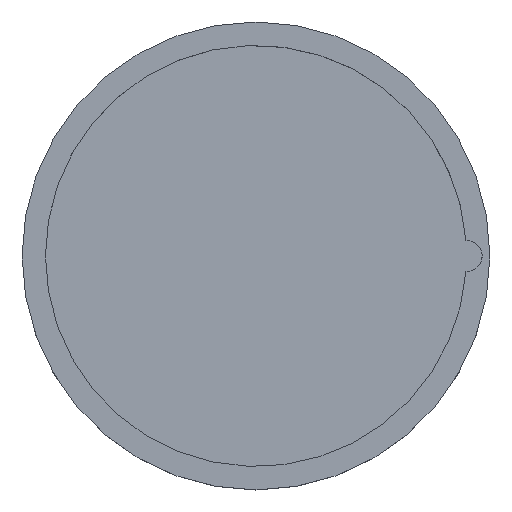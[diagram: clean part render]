
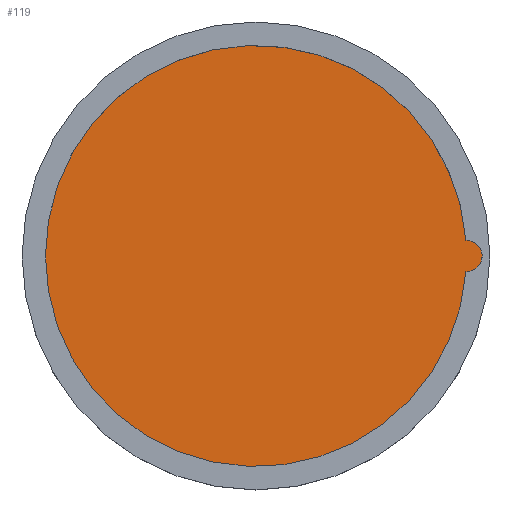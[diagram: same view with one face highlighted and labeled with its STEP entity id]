
A CAD part, top view. The second image highlights one B-rep face of the part: STEP entity #119.
In plain terms, the highlighted planar face has unit normal (0, 0, 1).
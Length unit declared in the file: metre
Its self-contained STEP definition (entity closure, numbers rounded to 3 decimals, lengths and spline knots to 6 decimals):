
#25=PLANE('',#147);
#41=ORIENTED_EDGE('',*,*,#65,.T.);
#42=ORIENTED_EDGE('',*,*,#68,.F.);
#65=EDGE_CURVE('',#80,#79,#88,.T.);
#68=EDGE_CURVE('',#80,#79,#90,.F.);
#79=VERTEX_POINT('',#213);
#80=VERTEX_POINT('',#215);
#88=CIRCLE('',#145,0.017145);
#90=CIRCLE('',#148,0.00127);
#98=EDGE_LOOP('',(#41,#42));
#108=FACE_BOUND('',#98,.T.);
#119=ADVANCED_FACE('',(#108),#25,.T.);
#145=AXIS2_PLACEMENT_3D('',#214,#176,#177);
#147=AXIS2_PLACEMENT_3D('',#219,#181,#182);
#148=AXIS2_PLACEMENT_3D('',#220,#183,#184);
#176=DIRECTION('',(0.,0.,1.));
#177=DIRECTION('',(1.,0.,0.));
#181=DIRECTION('',(0.,0.,1.));
#182=DIRECTION('',(1.,0.,0.));
#183=DIRECTION('',(0.,0.,1.));
#184=DIRECTION('',(1.,0.,0.));
#213=CARTESIAN_POINT('',(0.017098,-0.001269,0.00127));
#214=CARTESIAN_POINT('',(0.,0.,0.00127));
#215=CARTESIAN_POINT('',(0.017098,0.001269,0.00127));
#219=CARTESIAN_POINT('',(0.,0.,0.00127));
#220=CARTESIAN_POINT('',(0.017145,0.,0.00127));
